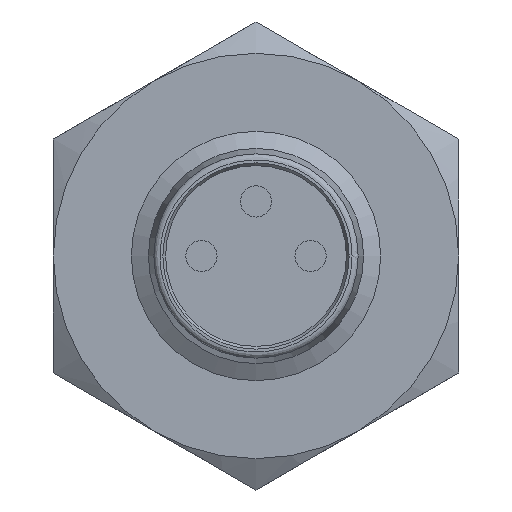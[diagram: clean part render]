
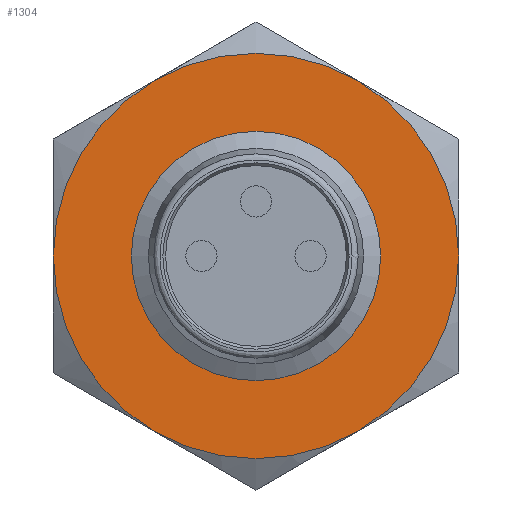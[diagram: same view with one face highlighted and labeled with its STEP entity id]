
A CAD part, front view. The second image highlights one B-rep face of the part: STEP entity #1304.
In plain terms, the highlighted planar face has unit normal (0, -1, 0).
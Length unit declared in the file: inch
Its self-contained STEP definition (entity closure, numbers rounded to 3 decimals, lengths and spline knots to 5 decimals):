
#13 = DIRECTION ( 'NONE',  ( 0., 1., 0. ) ) ;
#58 = DIRECTION ( 'NONE',  ( 0., 1., 0. ) ) ;
#72 = VERTEX_POINT ( 'NONE', #311 ) ;
#111 = ORIENTED_EDGE ( 'NONE', *, *, #1814, .F. ) ;
#135 = FACE_OUTER_BOUND ( 'NONE', #950, .T. ) ;
#153 = AXIS2_PLACEMENT_3D ( 'NONE', #1826, #1636, #426 ) ;
#170 = CIRCLE ( 'NONE', #1736, 0.25591 ) ;
#207 = DIRECTION ( 'NONE',  ( -1., 0., 0. ) ) ;
#252 = AXIS2_PLACEMENT_3D ( 'NONE', #1676, #13, #1088 ) ;
#283 = ORIENTED_EDGE ( 'NONE', *, *, #338, .F. ) ;
#290 = CIRCLE ( 'NONE', #153, 0.25591 ) ;
#298 = FACE_BOUND ( 'NONE', #1128, .T. ) ;
#311 = CARTESIAN_POINT ( 'NONE',  ( -0.12795, 0.95669, -0.22162 ) ) ;
#338 = EDGE_CURVE ( 'NONE', #1085, #585, #290, .T. ) ;
#369 = AXIS2_PLACEMENT_3D ( 'NONE', #1857, #387, #510 ) ;
#378 = EDGE_CURVE ( 'NONE', #1162, #1162, #931, .T. ) ;
#381 = VERTEX_POINT ( 'NONE', #1170 ) ;
#387 = DIRECTION ( 'NONE',  ( 0., 1., 0. ) ) ;
#390 = ORIENTED_EDGE ( 'NONE', *, *, #378, .T. ) ;
#411 = ORIENTED_EDGE ( 'NONE', *, *, #1694, .F. ) ;
#414 = EDGE_CURVE ( 'NONE', #1471, #381, #1684, .T. ) ;
#426 = DIRECTION ( 'NONE',  ( -1., 0., 0. ) ) ;
#454 = DIRECTION ( 'NONE',  ( -1., 0., 0. ) ) ;
#510 = DIRECTION ( 'NONE',  ( -1., 0., 0. ) ) ;
#540 = CARTESIAN_POINT ( 'NONE',  ( 0.12795, 0.95669, 0.22162 ) ) ;
#549 = EDGE_CURVE ( 'NONE', #585, #760, #733, .T. ) ;
#561 = DIRECTION ( 'NONE',  ( 0., 1., 0. ) ) ;
#582 = CARTESIAN_POINT ( 'NONE',  ( -0.25591, 0.95669, 0. ) ) ;
#585 = VERTEX_POINT ( 'NONE', #1772 ) ;
#678 = DIRECTION ( 'NONE',  ( -1., 0., 0. ) ) ;
#733 = CIRCLE ( 'NONE', #2018, 0.25591 ) ;
#755 = PLANE ( 'NONE',  #369 ) ;
#760 = VERTEX_POINT ( 'NONE', #540 ) ;
#798 = CARTESIAN_POINT ( 'NONE',  ( 0., 0.95669, 0. ) ) ;
#931 = CIRCLE ( 'NONE', #1000, 0.15748 ) ;
#950 = EDGE_LOOP ( 'NONE', ( #1911, #283, #111, #411, #1585, #1692 ) ) ;
#1000 = AXIS2_PLACEMENT_3D ( 'NONE', #1964, #561, #1321 ) ;
#1085 = VERTEX_POINT ( 'NONE', #582 ) ;
#1088 = DIRECTION ( 'NONE',  ( -1., 0., 0. ) ) ;
#1104 = CARTESIAN_POINT ( 'NONE',  ( 0., 0.95669, 0. ) ) ;
#1106 = DIRECTION ( 'NONE',  ( 0., 1., 0. ) ) ;
#1128 = EDGE_LOOP ( 'NONE', ( #390 ) ) ;
#1162 = VERTEX_POINT ( 'NONE', #1928 ) ;
#1170 = CARTESIAN_POINT ( 'NONE',  ( 0.12795, 0.95669, -0.22162 ) ) ;
#1180 = EDGE_CURVE ( 'NONE', #760, #1471, #170, .T. ) ;
#1215 = DIRECTION ( 'NONE',  ( -1., 0., 0. ) ) ;
#1304 = ADVANCED_FACE ( 'NONE', ( #298, #135 ), #755, .F. ) ;
#1321 = DIRECTION ( 'NONE',  ( -1., 0., 0. ) ) ;
#1351 = CARTESIAN_POINT ( 'NONE',  ( 0.25591, 0.95669, 0. ) ) ;
#1471 = VERTEX_POINT ( 'NONE', #1351 ) ;
#1486 = CIRCLE ( 'NONE', #1915, 0.25591 ) ;
#1517 = CARTESIAN_POINT ( 'NONE',  ( 0., 0.95669, 0. ) ) ;
#1585 = ORIENTED_EDGE ( 'NONE', *, *, #414, .F. ) ;
#1602 = CARTESIAN_POINT ( 'NONE',  ( 0., 0.95669, 0. ) ) ;
#1636 = DIRECTION ( 'NONE',  ( 0., 1., 0. ) ) ;
#1676 = CARTESIAN_POINT ( 'NONE',  ( 0., 0.95669, 0. ) ) ;
#1684 = CIRCLE ( 'NONE', #252, 0.25591 ) ;
#1692 = ORIENTED_EDGE ( 'NONE', *, *, #1180, .F. ) ;
#1694 = EDGE_CURVE ( 'NONE', #381, #72, #1918, .T. ) ;
#1698 = DIRECTION ( 'NONE',  ( 0., 1., 0. ) ) ;
#1701 = DIRECTION ( 'NONE',  ( 0., 1., 0. ) ) ;
#1736 = AXIS2_PLACEMENT_3D ( 'NONE', #1517, #1698, #454 ) ;
#1772 = CARTESIAN_POINT ( 'NONE',  ( -0.12795, 0.95669, 0.22162 ) ) ;
#1802 = AXIS2_PLACEMENT_3D ( 'NONE', #798, #58, #678 ) ;
#1814 = EDGE_CURVE ( 'NONE', #72, #1085, #1486, .T. ) ;
#1826 = CARTESIAN_POINT ( 'NONE',  ( 0., 0.95669, 0. ) ) ;
#1857 = CARTESIAN_POINT ( 'NONE',  ( 0., 0.95669, 0.25591 ) ) ;
#1911 = ORIENTED_EDGE ( 'NONE', *, *, #549, .F. ) ;
#1915 = AXIS2_PLACEMENT_3D ( 'NONE', #1104, #1701, #1215 ) ;
#1918 = CIRCLE ( 'NONE', #1802, 0.25591 ) ;
#1928 = CARTESIAN_POINT ( 'NONE',  ( -0.15748, 0.95669, 0. ) ) ;
#1964 = CARTESIAN_POINT ( 'NONE',  ( 0., 0.95669, 0. ) ) ;
#2018 = AXIS2_PLACEMENT_3D ( 'NONE', #1602, #1106, #207 ) ;
